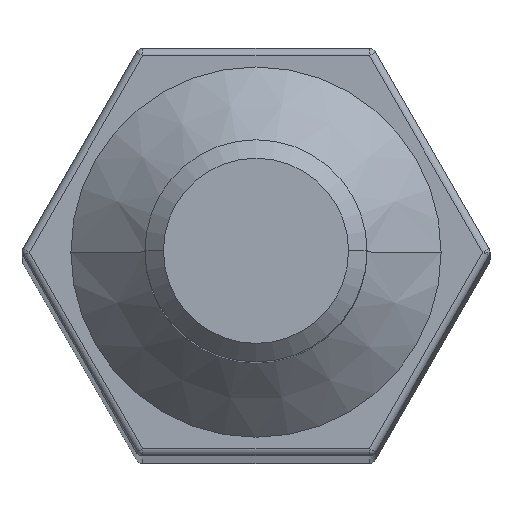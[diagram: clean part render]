
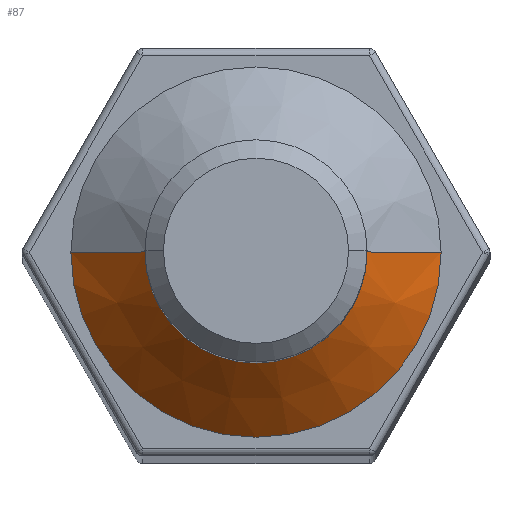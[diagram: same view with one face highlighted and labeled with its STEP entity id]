
A CAD part, top view. The second image highlights one B-rep face of the part: STEP entity #87.
In plain terms, the highlighted conical face has half-angle 45 degrees and reference radius 1.5 mm.
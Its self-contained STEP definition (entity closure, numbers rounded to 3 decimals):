
#87 = ADVANCED_FACE ( 'NONE', ( #512 ), #274, .T. ) ;
#129 = CARTESIAN_POINT ( 'NONE',  ( 0., 0., 1. ) ) ;
#151 = AXIS2_PLACEMENT_3D ( 'NONE', #1142, #488, #1223 ) ;
#266 = DIRECTION ( 'NONE',  ( 0., 0., -1. ) ) ;
#274 = CONICAL_SURFACE ( 'NONE', #655, 1.5, 0.785 ) ;
#301 = VERTEX_POINT ( 'NONE', #1124 ) ;
#318 = LINE ( 'NONE', #564, #1233 ) ;
#339 = CARTESIAN_POINT ( 'NONE',  ( -1.5, 0., 1. ) ) ;
#423 = VERTEX_POINT ( 'NONE', #459 ) ;
#459 = CARTESIAN_POINT ( 'NONE',  ( 1.5, 0., 1. ) ) ;
#479 = VECTOR ( 'NONE', #1042, 1000. ) ;
#488 = DIRECTION ( 'NONE',  ( 0., 0., -1. ) ) ;
#512 = FACE_OUTER_BOUND ( 'NONE', #621, .T. ) ;
#564 = CARTESIAN_POINT ( 'NONE',  ( 1.5, 0., 1. ) ) ;
#621 = EDGE_LOOP ( 'NONE', ( #988, #1028, #1018, #1044 ) ) ;
#629 = CARTESIAN_POINT ( 'NONE',  ( 0., 0., 0. ) ) ;
#655 = AXIS2_PLACEMENT_3D ( 'NONE', #129, #266, #884 ) ;
#765 = DIRECTION ( 'NONE',  ( -1., 0., 0. ) ) ;
#884 = DIRECTION ( 'NONE',  ( -1., 0., 0. ) ) ;
#907 = VERTEX_POINT ( 'NONE', #941 ) ;
#936 = EDGE_CURVE ( 'NONE', #423, #907, #318, .T. ) ;
#941 = CARTESIAN_POINT ( 'NONE',  ( 2.5, 0., 0. ) ) ;
#947 = DIRECTION ( 'NONE',  ( 0.707, 0., -0.707 ) ) ;
#955 = EDGE_CURVE ( 'NONE', #1331, #301, #1394, .T. ) ;
#988 = ORIENTED_EDGE ( 'NONE', *, *, #936, .F. ) ;
#1018 = ORIENTED_EDGE ( 'NONE', *, *, #955, .T. ) ;
#1028 = ORIENTED_EDGE ( 'NONE', *, *, #1315, .T. ) ;
#1042 = DIRECTION ( 'NONE',  ( -0.707, 0., -0.707 ) ) ;
#1044 = ORIENTED_EDGE ( 'NONE', *, *, #1412, .F. ) ;
#1067 = CARTESIAN_POINT ( 'NONE',  ( -1.5, 0., 1. ) ) ;
#1124 = CARTESIAN_POINT ( 'NONE',  ( -2.5, 0., 0. ) ) ;
#1142 = CARTESIAN_POINT ( 'NONE',  ( 0., 0., 1. ) ) ;
#1157 = CIRCLE ( 'NONE', #151, 1.5 ) ;
#1203 = CIRCLE ( 'NONE', #1402, 2.5 ) ;
#1223 = DIRECTION ( 'NONE',  ( -1., 0., 0. ) ) ;
#1233 = VECTOR ( 'NONE', #947, 1000. ) ;
#1315 = EDGE_CURVE ( 'NONE', #423, #1331, #1157, .T. ) ;
#1322 = DIRECTION ( 'NONE',  ( 0., 0., -1. ) ) ;
#1331 = VERTEX_POINT ( 'NONE', #1067 ) ;
#1394 = LINE ( 'NONE', #339, #479 ) ;
#1402 = AXIS2_PLACEMENT_3D ( 'NONE', #629, #1322, #765 ) ;
#1412 = EDGE_CURVE ( 'NONE', #907, #301, #1203, .T. ) ;
